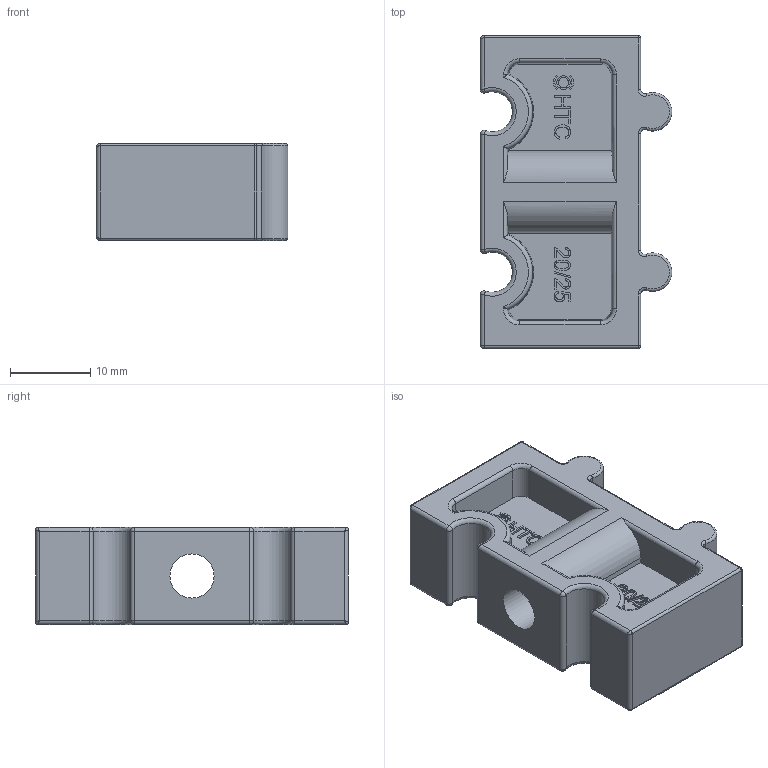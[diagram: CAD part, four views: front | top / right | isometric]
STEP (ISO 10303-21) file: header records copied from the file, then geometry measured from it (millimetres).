
FILE_DESCRIPTION(/* description */ (''),/* implementation_level */ '2;1');
FILE_NAME(/* name */ '20-25卡座.stp',/* time_stamp */ '2025-07-12T15:16:21+08:00',/* author */ (''),/* organization */ (''),/* preprocessor_version */ 'ST-DEVELOPER v16',/* originating_system */ 'SIEMENS PLM Software NX 10.0',/* authorisation */ '');
FILE_SCHEMA (('AUTOMOTIVE_DESIGN { 1 0 10303 214 3 1 1 1 }'));
Length unit declared in the file: millimetre
Products named in the file (1): gelv185438879mld
Bounding box: 23.9 x 39 x 12.1 mm (x, y, z)
Volume: 6577.7 mm3; surface area: 4320.4 mm2
Topology: 1 solids, 1 shells, 363 faces, 929 edges, 582 vertices
Faces by surface type: plane 146, extrusion 96, cylinder 73, torus 20, bspline 12, sphere 12, cone 4
Full cylindrical faces by diameter (mm): 1.275 x2, 1.7 x2, 5.5 x1
Entity records: 12212 total; most frequent: CARTESIAN_POINT 4159, ORIENTED_EDGE 1816, DIRECTION 1312, EDGE_CURVE 908, VERTEX_POINT 582, B_SPLINE_CURVE_WITH_KNOTS 484, AXIS2_PLACEMENT_3D 439, VECTOR 434
